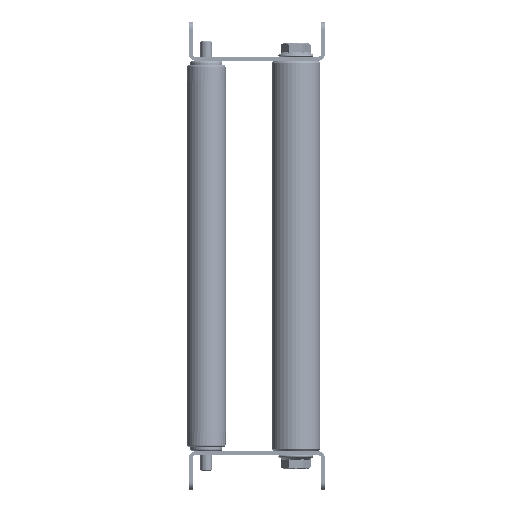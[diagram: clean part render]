
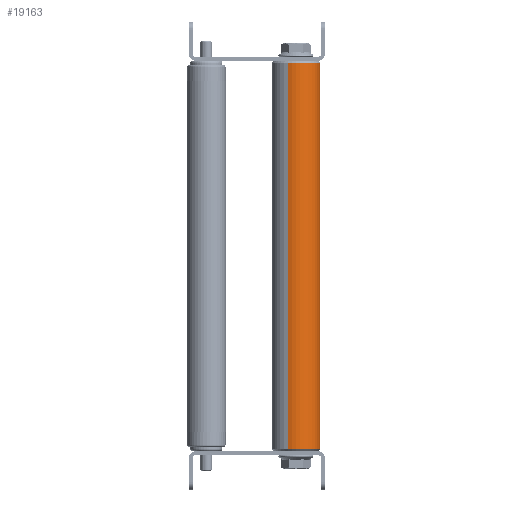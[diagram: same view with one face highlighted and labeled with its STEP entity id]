
A CAD part, left-side view. The second image highlights one B-rep face of the part: STEP entity #19163.
In plain terms, the highlighted cylindrical face has radius 12.5 mm (diameter 25 mm), a partial arc.
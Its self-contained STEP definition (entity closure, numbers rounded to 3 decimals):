
#308 = DIRECTION ( 'NONE',  ( 0., 0., 1. ) ) ;
#439 = EDGE_LOOP ( 'NONE', ( #16982, #14846, #22258, #13267 ) ) ;
#2297 = CARTESIAN_POINT ( 'NONE',  ( 199., 0., -12.5 ) ) ;
#2315 = CARTESIAN_POINT ( 'NONE',  ( 200., 0., 12.5 ) ) ;
#3376 = DIRECTION ( 'NONE',  ( 1., 0., 0. ) ) ;
#5228 = VERTEX_POINT ( 'NONE', #2297 ) ;
#5600 = DIRECTION ( 'NONE',  ( 0., 0., -1. ) ) ;
#5634 = CARTESIAN_POINT ( 'NONE',  ( 199., 0., 12.5 ) ) ;
#6696 = VERTEX_POINT ( 'NONE', #5634 ) ;
#7338 = DIRECTION ( 'NONE',  ( 0., 0., -1. ) ) ;
#8257 = DIRECTION ( 'NONE',  ( -1., 0., 0. ) ) ;
#8452 = CIRCLE ( 'NONE', #20711, 12.5 ) ;
#12003 = VERTEX_POINT ( 'NONE', #19170 ) ;
#12499 = LINE ( 'NONE', #2315, #15319 ) ;
#13267 = ORIENTED_EDGE ( 'NONE', *, *, #19195, .F. ) ;
#13342 = CIRCLE ( 'NONE', #21393, 12.5 ) ;
#13434 = LINE ( 'NONE', #21527, #24990 ) ;
#14846 = ORIENTED_EDGE ( 'NONE', *, *, #16244, .T. ) ;
#15319 = VECTOR ( 'NONE', #16069, 1000. ) ;
#16069 = DIRECTION ( 'NONE',  ( -1., 0., 0. ) ) ;
#16159 = EDGE_CURVE ( 'NONE', #21000, #12003, #8452, .T. ) ;
#16244 = EDGE_CURVE ( 'NONE', #5228, #21000, #13434, .T. ) ;
#16327 = CYLINDRICAL_SURFACE ( 'NONE', #22135, 12.5 ) ;
#16982 = ORIENTED_EDGE ( 'NONE', *, *, #21567, .T. ) ;
#17802 = CARTESIAN_POINT ( 'NONE',  ( 199., 0., 0. ) ) ;
#19163 = ADVANCED_FACE ( 'NONE', ( #22074 ), #16327, .T. ) ;
#19170 = CARTESIAN_POINT ( 'NONE',  ( 1., 0., 12.5 ) ) ;
#19195 = EDGE_CURVE ( 'NONE', #6696, #12003, #12499, .T. ) ;
#19527 = DIRECTION ( 'NONE',  ( -1., 0., 0. ) ) ;
#19812 = CARTESIAN_POINT ( 'NONE',  ( 1., 0., 0. ) ) ;
#20711 = AXIS2_PLACEMENT_3D ( 'NONE', #19812, #3376, #7338 ) ;
#21000 = VERTEX_POINT ( 'NONE', #24263 ) ;
#21393 = AXIS2_PLACEMENT_3D ( 'NONE', #17802, #25930, #5600 ) ;
#21527 = CARTESIAN_POINT ( 'NONE',  ( 200., 0., -12.5 ) ) ;
#21567 = EDGE_CURVE ( 'NONE', #6696, #5228, #13342, .T. ) ;
#22074 = FACE_OUTER_BOUND ( 'NONE', #439, .T. ) ;
#22135 = AXIS2_PLACEMENT_3D ( 'NONE', #24864, #8257, #308 ) ;
#22258 = ORIENTED_EDGE ( 'NONE', *, *, #16159, .T. ) ;
#24263 = CARTESIAN_POINT ( 'NONE',  ( 1., 0., -12.5 ) ) ;
#24864 = CARTESIAN_POINT ( 'NONE',  ( 200., 0., 0. ) ) ;
#24990 = VECTOR ( 'NONE', #19527, 1000. ) ;
#25930 = DIRECTION ( 'NONE',  ( -1., 0., 0. ) ) ;
